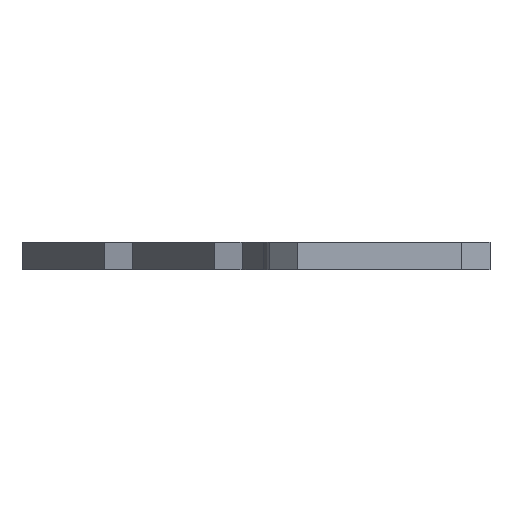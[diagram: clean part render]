
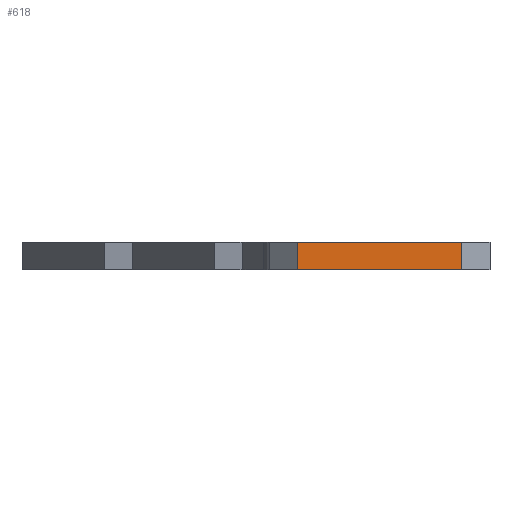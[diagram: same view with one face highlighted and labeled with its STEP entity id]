
A CAD part, left-side view. The second image highlights one B-rep face of the part: STEP entity #618.
In plain terms, the highlighted planar face has unit normal (-1, 0, 0).
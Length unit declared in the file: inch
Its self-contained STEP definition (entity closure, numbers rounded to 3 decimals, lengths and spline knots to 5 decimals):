
#17 = CARTESIAN_POINT ( 'NONE',  ( -1.25, 0.25, 0. ) ) ;
#137 = EDGE_CURVE ( 'NONE', #2370, #2161, #663, .T. ) ;
#162 = DIRECTION ( 'NONE',  ( -1., 0., 0. ) ) ;
#232 = LINE ( 'NONE', #430, #777 ) ;
#296 = VECTOR ( 'NONE', #1110, 39.37008 ) ;
#416 = EDGE_CURVE ( 'NONE', #1836, #2161, #917, .T. ) ;
#430 = CARTESIAN_POINT ( 'NONE',  ( -1.25, 0.25, 0. ) ) ;
#559 = ORIENTED_EDGE ( 'NONE', *, *, #2338, .T. ) ;
#618 = ADVANCED_FACE ( 'NONE', ( #1754 ), #805, .T. ) ;
#663 = LINE ( 'NONE', #2425, #2104 ) ;
#777 = VECTOR ( 'NONE', #1198, 39.37008 ) ;
#805 = PLANE ( 'NONE',  #2239 ) ;
#874 = VECTOR ( 'NONE', #2471, 39.37008 ) ;
#915 = CARTESIAN_POINT ( 'NONE',  ( -1.25, 0.186, 0.062 ) ) ;
#917 = LINE ( 'NONE', #1096, #296 ) ;
#938 = CARTESIAN_POINT ( 'NONE',  ( -1.25, 0.186, 0. ) ) ;
#1096 = CARTESIAN_POINT ( 'NONE',  ( -1.25, 0.25, 0.062 ) ) ;
#1104 = ORIENTED_EDGE ( 'NONE', *, *, #416, .F. ) ;
#1110 = DIRECTION ( 'NONE',  ( 0., -1., 0. ) ) ;
#1198 = DIRECTION ( 'NONE',  ( 0., -1., 0. ) ) ;
#1315 = CARTESIAN_POINT ( 'NONE',  ( -1.25, -0.186, 0. ) ) ;
#1336 = CARTESIAN_POINT ( 'NONE',  ( -1.25, 0.186, 0. ) ) ;
#1393 = EDGE_CURVE ( 'NONE', #2352, #2370, #232, .T. ) ;
#1458 = CARTESIAN_POINT ( 'NONE',  ( -1.25, -0.186, 0.062 ) ) ;
#1618 = ORIENTED_EDGE ( 'NONE', *, *, #1393, .T. ) ;
#1692 = DIRECTION ( 'NONE',  ( 0., 0., 1. ) ) ;
#1754 = FACE_OUTER_BOUND ( 'NONE', #2516, .T. ) ;
#1767 = DIRECTION ( 'NONE',  ( 0., 0., 1. ) ) ;
#1836 = VERTEX_POINT ( 'NONE', #915 ) ;
#2104 = VECTOR ( 'NONE', #1692, 39.37008 ) ;
#2161 = VERTEX_POINT ( 'NONE', #1458 ) ;
#2239 = AXIS2_PLACEMENT_3D ( 'NONE', #17, #162, #1767 ) ;
#2338 = EDGE_CURVE ( 'NONE', #1836, #2352, #2461, .T. ) ;
#2352 = VERTEX_POINT ( 'NONE', #1336 ) ;
#2370 = VERTEX_POINT ( 'NONE', #1315 ) ;
#2424 = ORIENTED_EDGE ( 'NONE', *, *, #137, .T. ) ;
#2425 = CARTESIAN_POINT ( 'NONE',  ( -1.25, -0.186, 0. ) ) ;
#2461 = LINE ( 'NONE', #938, #874 ) ;
#2471 = DIRECTION ( 'NONE',  ( 0., 0., -1. ) ) ;
#2516 = EDGE_LOOP ( 'NONE', ( #1104, #559, #1618, #2424 ) ) ;
